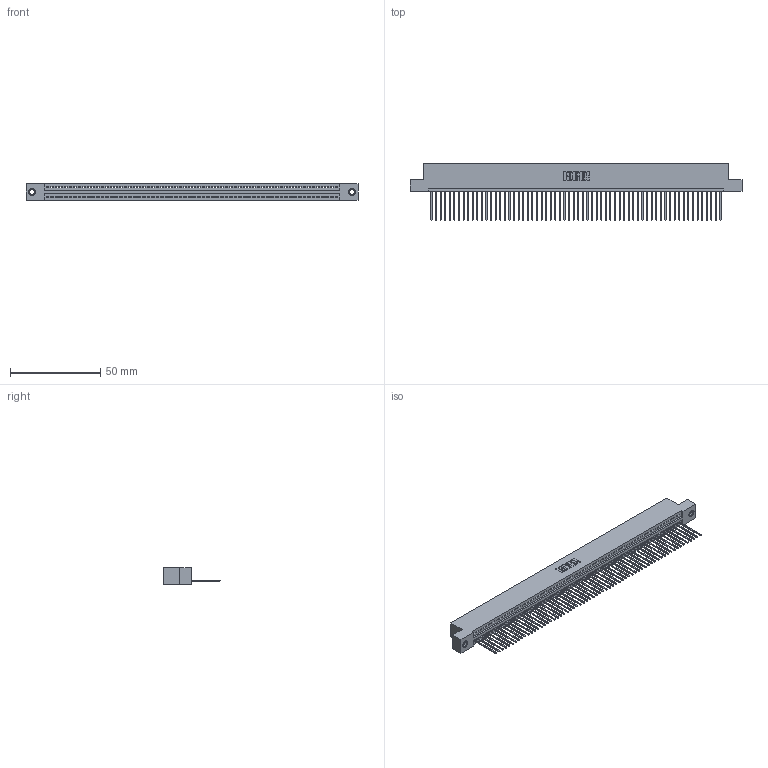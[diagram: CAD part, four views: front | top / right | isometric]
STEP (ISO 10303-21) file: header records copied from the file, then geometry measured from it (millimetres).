
FILE_DESCRIPTION (( 'STEP AP203' ), '1' );
FILE_NAME ('345-064-542-107.STEP', '2019-10-11T15:28:44', ( '' ), ( '' ), 'SwSTEP 2.0', 'SolidWorks 2016', '' );
FILE_SCHEMA (( 'CONFIG_CONTROL_DESIGN' ));
Length unit declared in the file: inch
Products named in the file (4): 345-292-001_345-293-142; 345 Part_Flush Mounting Lugs - 0.156 Dia-TI; 345-064-542-107; 345-250-001_345-250-005-103
Assembly tree (67 placements, depth 2):
  345-064-542-107
    345 Part_Flush Mounting Lugs - 0.156 Dia-TI
    345-292-001_345-293-142  x64
    345-250-001_345-250-005-103  x2
Bounding box: 183.77 x 31.29 x 9.4 mm (x, y, z)
Volume: 17763.6 mm3; surface area: 24838.4 mm2
Topology: 67 solids, 67 shells, 3898 faces, 11741 edges, 7734 vertices
Faces by surface type: plane 2672, cylinder 1210, cone 12, torus 4
Entity records: 46410 total; most frequent: CARTESIAN_POINT 8019, ORIENTED_EDGE 8010, DIRECTION 6999, EDGE_CURVE 4005, VECTOR 3597, LINE 3597, VERTEX_POINT 2664, AXIS2_PLACEMENT_3D 1701
